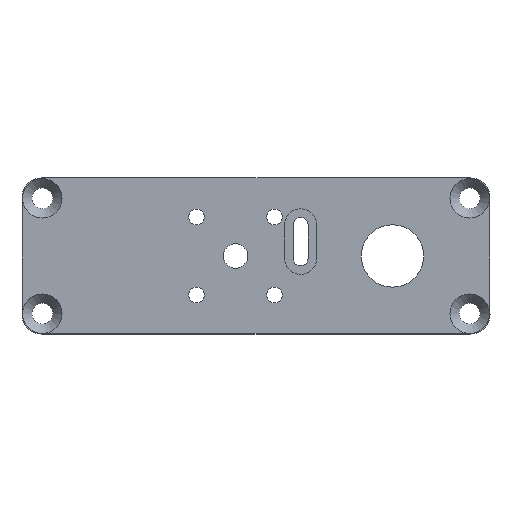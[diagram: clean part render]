
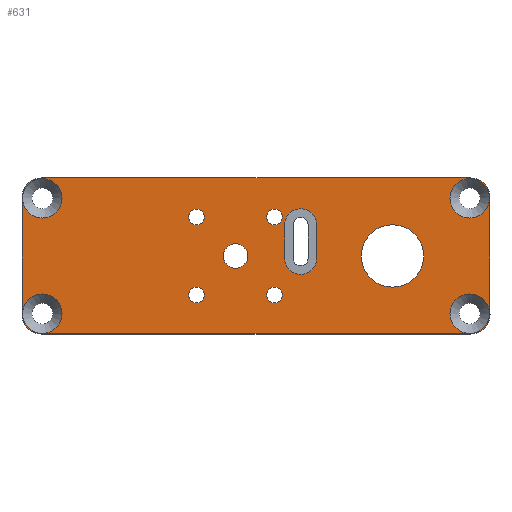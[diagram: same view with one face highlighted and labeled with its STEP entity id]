
A CAD part, top view. The second image highlights one B-rep face of the part: STEP entity #631.
In plain terms, the highlighted planar face has unit normal (0, 0, 1).
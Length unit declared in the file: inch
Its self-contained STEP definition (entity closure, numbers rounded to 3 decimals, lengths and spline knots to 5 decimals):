
#19=FACE_BOUND('',#93,.T.);
#20=FACE_BOUND('',#94,.T.);
#21=FACE_BOUND('',#95,.T.);
#22=FACE_BOUND('',#96,.T.);
#23=FACE_BOUND('',#97,.T.);
#24=FACE_BOUND('',#98,.T.);
#25=FACE_BOUND('',#99,.T.);
#26=FACE_BOUND('',#100,.T.);
#27=FACE_BOUND('',#101,.T.);
#28=FACE_BOUND('',#102,.T.);
#29=FACE_BOUND('',#103,.T.);
#44=PLANE('',#670);
#57=FACE_OUTER_BOUND('',#92,.T.);
#92=EDGE_LOOP('',(#440,#441,#442,#443,#444,#445,#446,#447));
#93=EDGE_LOOP('',(#448));
#94=EDGE_LOOP('',(#449));
#95=EDGE_LOOP('',(#450));
#96=EDGE_LOOP('',(#451));
#97=EDGE_LOOP('',(#452));
#98=EDGE_LOOP('',(#453));
#99=EDGE_LOOP('',(#454));
#100=EDGE_LOOP('',(#455));
#101=EDGE_LOOP('',(#456));
#102=EDGE_LOOP('',(#457));
#103=EDGE_LOOP('',(#458,#459,#460,#461));
#151=LINE('',#958,#198);
#154=LINE('',#964,#201);
#155=LINE('',#968,#202);
#156=LINE('',#972,#203);
#157=LINE('',#998,#204);
#158=LINE('',#1001,#205);
#198=VECTOR('',#755,0.3937);
#201=VECTOR('',#760,0.3937);
#202=VECTOR('',#763,0.3937);
#203=VECTOR('',#766,0.3937);
#204=VECTOR('',#791,0.3937);
#205=VECTOR('',#794,0.3937);
#244=CIRCLE('',#668,0.25);
#245=CIRCLE('',#671,0.25);
#246=CIRCLE('',#672,0.25);
#247=CIRCLE('',#673,0.25);
#248=CIRCLE('',#674,0.10075);
#249=CIRCLE('',#675,0.10075);
#250=CIRCLE('',#676,0.10075);
#251=CIRCLE('',#677,0.10075);
#252=CIRCLE('',#678,0.157);
#253=CIRCLE('',#679,0.2535);
#254=CIRCLE('',#680,0.2535);
#255=CIRCLE('',#681,0.2535);
#256=CIRCLE('',#682,0.2535);
#257=CIRCLE('',#683,0.4);
#258=CIRCLE('',#684,0.205);
#259=CIRCLE('',#685,0.205);
#287=VERTEX_POINT('',#951);
#288=VERTEX_POINT('',#953);
#289=VERTEX_POINT('',#957);
#291=VERTEX_POINT('',#963);
#292=VERTEX_POINT('',#965);
#293=VERTEX_POINT('',#967);
#294=VERTEX_POINT('',#969);
#295=VERTEX_POINT('',#971);
#296=VERTEX_POINT('',#974);
#297=VERTEX_POINT('',#976);
#298=VERTEX_POINT('',#978);
#299=VERTEX_POINT('',#980);
#300=VERTEX_POINT('',#982);
#301=VERTEX_POINT('',#984);
#302=VERTEX_POINT('',#986);
#303=VERTEX_POINT('',#988);
#304=VERTEX_POINT('',#990);
#305=VERTEX_POINT('',#992);
#306=VERTEX_POINT('',#994);
#307=VERTEX_POINT('',#995);
#308=VERTEX_POINT('',#997);
#309=VERTEX_POINT('',#999);
#345=EDGE_CURVE('',#287,#288,#244,.T.);
#347=EDGE_CURVE('',#288,#289,#151,.T.);
#350=EDGE_CURVE('',#291,#287,#154,.T.);
#351=EDGE_CURVE('',#292,#291,#245,.T.);
#352=EDGE_CURVE('',#293,#292,#155,.T.);
#353=EDGE_CURVE('',#294,#293,#246,.T.);
#354=EDGE_CURVE('',#295,#294,#156,.T.);
#355=EDGE_CURVE('',#289,#295,#247,.T.);
#356=EDGE_CURVE('',#296,#296,#248,.T.);
#357=EDGE_CURVE('',#297,#297,#249,.T.);
#358=EDGE_CURVE('',#298,#298,#250,.T.);
#359=EDGE_CURVE('',#299,#299,#251,.T.);
#360=EDGE_CURVE('',#300,#300,#252,.T.);
#361=EDGE_CURVE('',#301,#301,#253,.T.);
#362=EDGE_CURVE('',#302,#302,#254,.T.);
#363=EDGE_CURVE('',#303,#303,#255,.T.);
#364=EDGE_CURVE('',#304,#304,#256,.T.);
#365=EDGE_CURVE('',#305,#305,#257,.T.);
#366=EDGE_CURVE('',#306,#307,#258,.T.);
#367=EDGE_CURVE('',#307,#308,#157,.T.);
#368=EDGE_CURVE('',#308,#309,#259,.T.);
#369=EDGE_CURVE('',#309,#306,#158,.T.);
#440=ORIENTED_EDGE('',*,*,#345,.F.);
#441=ORIENTED_EDGE('',*,*,#350,.F.);
#442=ORIENTED_EDGE('',*,*,#351,.F.);
#443=ORIENTED_EDGE('',*,*,#352,.F.);
#444=ORIENTED_EDGE('',*,*,#353,.F.);
#445=ORIENTED_EDGE('',*,*,#354,.F.);
#446=ORIENTED_EDGE('',*,*,#355,.F.);
#447=ORIENTED_EDGE('',*,*,#347,.F.);
#448=ORIENTED_EDGE('',*,*,#356,.T.);
#449=ORIENTED_EDGE('',*,*,#357,.T.);
#450=ORIENTED_EDGE('',*,*,#358,.T.);
#451=ORIENTED_EDGE('',*,*,#359,.T.);
#452=ORIENTED_EDGE('',*,*,#360,.T.);
#453=ORIENTED_EDGE('',*,*,#361,.T.);
#454=ORIENTED_EDGE('',*,*,#362,.T.);
#455=ORIENTED_EDGE('',*,*,#363,.T.);
#456=ORIENTED_EDGE('',*,*,#364,.T.);
#457=ORIENTED_EDGE('',*,*,#365,.T.);
#458=ORIENTED_EDGE('',*,*,#366,.T.);
#459=ORIENTED_EDGE('',*,*,#367,.T.);
#460=ORIENTED_EDGE('',*,*,#368,.T.);
#461=ORIENTED_EDGE('',*,*,#369,.T.);
#631=ADVANCED_FACE('',(#57,#19,#20,#21,#22,#23,#24,#25,#26,#27,#28,#29),
#44,.T.);
#668=AXIS2_PLACEMENT_3D('',#954,#750,#751);
#670=AXIS2_PLACEMENT_3D('',#962,#758,#759);
#671=AXIS2_PLACEMENT_3D('',#966,#761,#762);
#672=AXIS2_PLACEMENT_3D('',#970,#764,#765);
#673=AXIS2_PLACEMENT_3D('',#973,#767,#768);
#674=AXIS2_PLACEMENT_3D('',#975,#769,#770);
#675=AXIS2_PLACEMENT_3D('',#977,#771,#772);
#676=AXIS2_PLACEMENT_3D('',#979,#773,#774);
#677=AXIS2_PLACEMENT_3D('',#981,#775,#776);
#678=AXIS2_PLACEMENT_3D('',#983,#777,#778);
#679=AXIS2_PLACEMENT_3D('',#985,#779,#780);
#680=AXIS2_PLACEMENT_3D('',#987,#781,#782);
#681=AXIS2_PLACEMENT_3D('',#989,#783,#784);
#682=AXIS2_PLACEMENT_3D('',#991,#785,#786);
#683=AXIS2_PLACEMENT_3D('',#993,#787,#788);
#684=AXIS2_PLACEMENT_3D('',#996,#789,#790);
#685=AXIS2_PLACEMENT_3D('',#1000,#792,#793);
#750=DIRECTION('center_axis',(0.,0.,-1.));
#751=DIRECTION('ref_axis',(-0.707,-0.707,0.));
#755=DIRECTION('',(0.,1.,0.));
#758=DIRECTION('center_axis',(0.,0.,1.));
#759=DIRECTION('ref_axis',(1.,0.,0.));
#760=DIRECTION('',(-1.,0.,0.));
#761=DIRECTION('center_axis',(0.,0.,-1.));
#762=DIRECTION('ref_axis',(0.707,-0.707,0.));
#763=DIRECTION('',(0.,-1.,0.));
#764=DIRECTION('center_axis',(0.,0.,-1.));
#765=DIRECTION('ref_axis',(0.707,0.707,0.));
#766=DIRECTION('',(1.,0.,0.));
#767=DIRECTION('center_axis',(0.,0.,-1.));
#768=DIRECTION('ref_axis',(-0.707,0.707,0.));
#769=DIRECTION('center_axis',(0.,0.,-1.));
#770=DIRECTION('ref_axis',(1.,0.,0.));
#771=DIRECTION('center_axis',(0.,0.,-1.));
#772=DIRECTION('ref_axis',(1.,0.,0.));
#773=DIRECTION('center_axis',(0.,0.,-1.));
#774=DIRECTION('ref_axis',(1.,0.,0.));
#775=DIRECTION('center_axis',(0.,0.,-1.));
#776=DIRECTION('ref_axis',(1.,0.,0.));
#777=DIRECTION('center_axis',(0.,0.,-1.));
#778=DIRECTION('ref_axis',(1.,0.,0.));
#779=DIRECTION('center_axis',(0.,0.,-1.));
#780=DIRECTION('ref_axis',(1.,0.,0.));
#781=DIRECTION('center_axis',(0.,0.,-1.));
#782=DIRECTION('ref_axis',(1.,0.,0.));
#783=DIRECTION('center_axis',(0.,0.,-1.));
#784=DIRECTION('ref_axis',(1.,0.,0.));
#785=DIRECTION('center_axis',(0.,0.,-1.));
#786=DIRECTION('ref_axis',(1.,0.,0.));
#787=DIRECTION('center_axis',(0.,0.,-1.));
#788=DIRECTION('ref_axis',(1.,0.,0.));
#789=DIRECTION('center_axis',(0.,0.,-1.));
#790=DIRECTION('ref_axis',(1.,0.,0.));
#791=DIRECTION('',(0.,-1.,0.));
#792=DIRECTION('center_axis',(0.,0.,-1.));
#793=DIRECTION('ref_axis',(-1.,0.,0.));
#794=DIRECTION('',(0.,1.,0.));
#951=CARTESIAN_POINT('',(-2.75,-1.,0.));
#953=CARTESIAN_POINT('',(-3.,-0.75,0.));
#954=CARTESIAN_POINT('Origin',(-2.75,-0.75,0.));
#957=CARTESIAN_POINT('',(-3.,0.75,0.));
#958=CARTESIAN_POINT('',(-3.,-1.,0.));
#962=CARTESIAN_POINT('Origin',(0.,0.,
0.));
#963=CARTESIAN_POINT('',(2.75,-1.,0.));
#964=CARTESIAN_POINT('',(3.,-1.,0.));
#965=CARTESIAN_POINT('',(3.,-0.75,0.));
#966=CARTESIAN_POINT('Origin',(2.75,-0.75,0.));
#967=CARTESIAN_POINT('',(3.,0.75,0.));
#968=CARTESIAN_POINT('',(3.,1.,0.));
#969=CARTESIAN_POINT('',(2.75,1.,0.));
#970=CARTESIAN_POINT('Origin',(2.75,0.75,0.));
#971=CARTESIAN_POINT('',(-2.75,1.,0.));
#972=CARTESIAN_POINT('',(-3.,1.,0.));
#973=CARTESIAN_POINT('Origin',(-2.75,0.75,0.));
#974=CARTESIAN_POINT('',(0.13675,0.5,0.));
#975=CARTESIAN_POINT('Origin',(0.2375,0.5,0.));
#976=CARTESIAN_POINT('',(-0.86325,-0.5,0.));
#977=CARTESIAN_POINT('Origin',(-0.7625,-0.5,0.));
#978=CARTESIAN_POINT('',(-0.86325,0.5,0.));
#979=CARTESIAN_POINT('Origin',(-0.7625,0.5,0.));
#980=CARTESIAN_POINT('',(0.13675,-0.5,0.));
#981=CARTESIAN_POINT('Origin',(0.2375,-0.5,0.));
#982=CARTESIAN_POINT('',(-0.4195,0.,0.));
#983=CARTESIAN_POINT('Origin',(-0.2625,0.,0.));
#984=CARTESIAN_POINT('',(2.4865,-0.74,0.));
#985=CARTESIAN_POINT('Origin',(2.74,-0.74,0.));
#986=CARTESIAN_POINT('',(-2.9935,-0.74,0.));
#987=CARTESIAN_POINT('Origin',(-2.74,-0.74,0.));
#988=CARTESIAN_POINT('',(-2.9935,0.74,0.));
#989=CARTESIAN_POINT('Origin',(-2.74,0.74,0.));
#990=CARTESIAN_POINT('',(2.4865,0.74,0.));
#991=CARTESIAN_POINT('Origin',(2.74,0.74,0.));
#992=CARTESIAN_POINT('',(1.35,0.,0.));
#993=CARTESIAN_POINT('Origin',(1.75,0.,0.));
#994=CARTESIAN_POINT('',(0.3675,0.4,0.));
#995=CARTESIAN_POINT('',(0.7775,0.4,0.));
#996=CARTESIAN_POINT('Origin',(0.5725,0.4,0.));
#997=CARTESIAN_POINT('',(0.7775,-0.03,0.));
#998=CARTESIAN_POINT('',(0.7775,-0.03,0.));
#999=CARTESIAN_POINT('',(0.3675,-0.03,0.));
#1000=CARTESIAN_POINT('Origin',(0.5725,-0.03,0.));
#1001=CARTESIAN_POINT('',(0.3675,0.4,0.));
